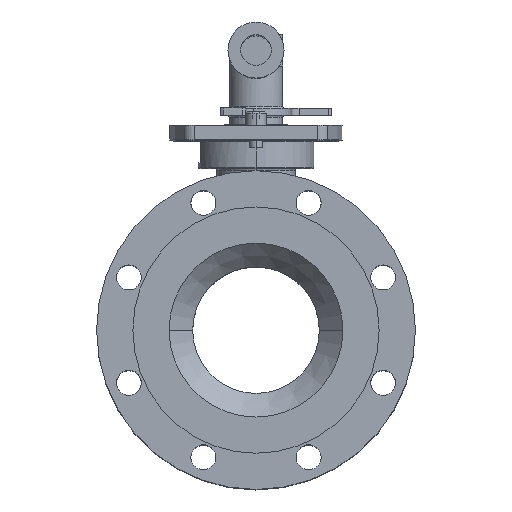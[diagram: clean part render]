
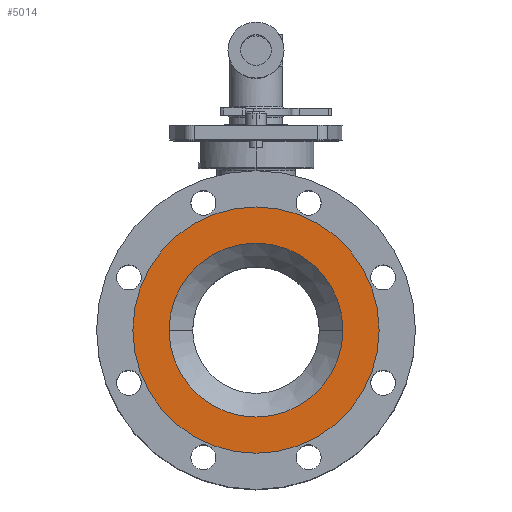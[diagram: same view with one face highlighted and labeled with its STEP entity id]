
A CAD part, top view. The second image highlights one B-rep face of the part: STEP entity #5014.
In plain terms, the highlighted planar face has unit normal (0, 0, 1).
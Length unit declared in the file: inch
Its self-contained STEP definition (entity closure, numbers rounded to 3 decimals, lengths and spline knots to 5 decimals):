
#388 = DIRECTION ( 'NONE',  ( 0., 0., -1. ) ) ;
#1208 = CARTESIAN_POINT ( 'NONE',  ( 0.13085, -0.44031, 5.30443 ) ) ;
#1293 = FACE_OUTER_BOUND ( 'NONE', #8713, .T. ) ;
#1428 = ORIENTED_EDGE ( 'NONE', *, *, #16264, .F. ) ;
#2210 = CARTESIAN_POINT ( 'NONE',  ( 0.13085, -0.44031, 5.30443 ) ) ;
#2513 = CIRCLE ( 'NONE', #3316, 3. ) ;
#2541 = VERTEX_POINT ( 'NONE', #2735 ) ;
#2735 = CARTESIAN_POINT ( 'NONE',  ( 3.13085, -0.44031, 5.30443 ) ) ;
#2737 = ORIENTED_EDGE ( 'NONE', *, *, #12535, .T. ) ;
#3067 = CARTESIAN_POINT ( 'NONE',  ( 0.13085, -0.44031, 5.30443 ) ) ;
#3316 = AXIS2_PLACEMENT_3D ( 'NONE', #2210, #12334, #4632 ) ;
#3414 = CIRCLE ( 'NONE', #10290, 3. ) ;
#3703 = DIRECTION ( 'NONE',  ( 1., 0., 0. ) ) ;
#3898 = VERTEX_POINT ( 'NONE', #14780 ) ;
#3998 = CIRCLE ( 'NONE', #15592, 4.25 ) ;
#4632 = DIRECTION ( 'NONE',  ( 1., 0., 0. ) ) ;
#5014 = ADVANCED_FACE ( 'NONE', ( #12666, #1293 ), #11410, .F. ) ;
#5453 = CARTESIAN_POINT ( 'NONE',  ( 0.13085, 3.80969, 5.30443 ) ) ;
#5695 = EDGE_CURVE ( 'NONE', #3898, #9498, #8977, .T. ) ;
#6162 = ORIENTED_EDGE ( 'NONE', *, *, #5695, .T. ) ;
#6935 = DIRECTION ( 'NONE',  ( -1., 0., 0. ) ) ;
#7606 = CARTESIAN_POINT ( 'NONE',  ( -2.86915, -0.44031, 5.30443 ) ) ;
#8713 = EDGE_LOOP ( 'NONE', ( #6162, #2737 ) ) ;
#8977 = CIRCLE ( 'NONE', #14490, 4.25 ) ;
#9474 = DIRECTION ( 'NONE',  ( 1., 0., 0. ) ) ;
#9498 = VERTEX_POINT ( 'NONE', #11072 ) ;
#10023 = DIRECTION ( 'NONE',  ( 0., 0., 1. ) ) ;
#10290 = AXIS2_PLACEMENT_3D ( 'NONE', #12942, #15407, #10556 ) ;
#10556 = DIRECTION ( 'NONE',  ( 1., 0., 0. ) ) ;
#11011 = EDGE_CURVE ( 'NONE', #15127, #2541, #3414, .T. ) ;
#11072 = CARTESIAN_POINT ( 'NONE',  ( -4.11915, -0.44031, 5.30443 ) ) ;
#11259 = ORIENTED_EDGE ( 'NONE', *, *, #11011, .F. ) ;
#11410 = PLANE ( 'NONE',  #16036 ) ;
#11605 = DIRECTION ( 'NONE',  ( 0., 0., 1. ) ) ;
#12334 = DIRECTION ( 'NONE',  ( 0., 0., 1. ) ) ;
#12535 = EDGE_CURVE ( 'NONE', #9498, #3898, #3998, .T. ) ;
#12666 = FACE_BOUND ( 'NONE', #15789, .T. ) ;
#12942 = CARTESIAN_POINT ( 'NONE',  ( 0.13085, -0.44031, 5.30443 ) ) ;
#14490 = AXIS2_PLACEMENT_3D ( 'NONE', #1208, #10023, #3703 ) ;
#14780 = CARTESIAN_POINT ( 'NONE',  ( 4.38085, -0.44031, 5.30443 ) ) ;
#15127 = VERTEX_POINT ( 'NONE', #7606 ) ;
#15407 = DIRECTION ( 'NONE',  ( 0., 0., 1. ) ) ;
#15592 = AXIS2_PLACEMENT_3D ( 'NONE', #3067, #11605, #9474 ) ;
#15789 = EDGE_LOOP ( 'NONE', ( #1428, #11259 ) ) ;
#16036 = AXIS2_PLACEMENT_3D ( 'NONE', #5453, #388, #6935 ) ;
#16264 = EDGE_CURVE ( 'NONE', #2541, #15127, #2513, .T. ) ;
